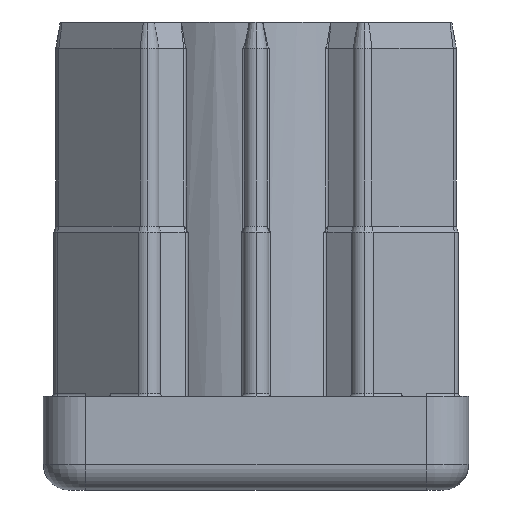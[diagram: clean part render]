
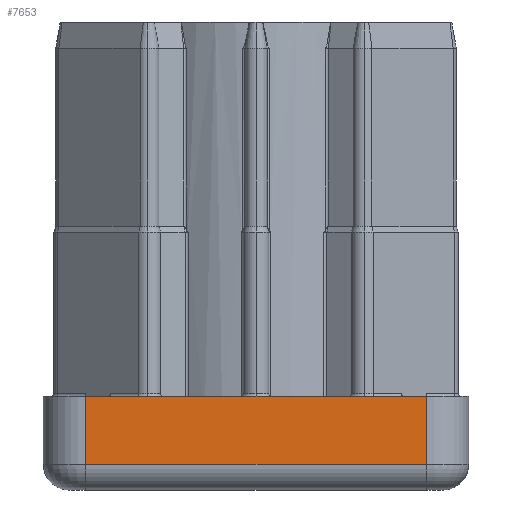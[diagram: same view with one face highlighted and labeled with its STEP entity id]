
A CAD part, left-side view. The second image highlights one B-rep face of the part: STEP entity #7653.
In plain terms, the highlighted planar face has unit normal (-1, 0, 0).
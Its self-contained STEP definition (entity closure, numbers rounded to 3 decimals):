
#835 = EDGE_CURVE ( 'NONE', #6967, #5403, #15170, .T. ) ;
#1946 = VERTEX_POINT ( 'NONE', #8467 ) ;
#2033 = VECTOR ( 'NONE', #2061, 1000. ) ;
#2050 = CARTESIAN_POINT ( 'NONE',  ( -25., -25., 11. ) ) ;
#2061 = DIRECTION ( 'NONE',  ( 0., 0., -1. ) ) ;
#2776 = FACE_OUTER_BOUND ( 'NONE', #7970, .T. ) ;
#2998 = CARTESIAN_POINT ( 'NONE',  ( -25., 20., 11. ) ) ;
#3348 = ORIENTED_EDGE ( 'NONE', *, *, #835, .F. ) ;
#4317 = EDGE_CURVE ( 'NONE', #1946, #7510, #8602, .T. ) ;
#4368 = EDGE_CURVE ( 'NONE', #6967, #1946, #11472, .T. ) ;
#4381 = CARTESIAN_POINT ( 'NONE',  ( -25., -20., 11. ) ) ;
#5079 = PLANE ( 'NONE',  #5103 ) ;
#5103 = AXIS2_PLACEMENT_3D ( 'NONE', #8739, #7539, #6372 ) ;
#5330 = VECTOR ( 'NONE', #7527, 1000. ) ;
#5403 = VERTEX_POINT ( 'NONE', #10494 ) ;
#6372 = DIRECTION ( 'NONE',  ( 0., 0., -1. ) ) ;
#6967 = VERTEX_POINT ( 'NONE', #9571 ) ;
#7510 = VERTEX_POINT ( 'NONE', #8526 ) ;
#7527 = DIRECTION ( 'NONE',  ( 0., -1., 0. ) ) ;
#7539 = DIRECTION ( 'NONE',  ( 1., 0., 0. ) ) ;
#7653 = ADVANCED_FACE ( 'NONE', ( #2776 ), #5079, .F. ) ;
#7970 = EDGE_LOOP ( 'NONE', ( #10835, #11602, #8736, #3348 ) ) ;
#8014 = VECTOR ( 'NONE', #15314, 1000. ) ;
#8467 = CARTESIAN_POINT ( 'NONE',  ( -25., 20., 3. ) ) ;
#8526 = CARTESIAN_POINT ( 'NONE',  ( -25., -20., 3. ) ) ;
#8602 = LINE ( 'NONE', #12381, #5330 ) ;
#8736 = ORIENTED_EDGE ( 'NONE', *, *, #9814, .T. ) ;
#8739 = CARTESIAN_POINT ( 'NONE',  ( -25., -25., 11. ) ) ;
#9571 = CARTESIAN_POINT ( 'NONE',  ( -25., 20., 11. ) ) ;
#9814 = EDGE_CURVE ( 'NONE', #7510, #5403, #11279, .T. ) ;
#10494 = CARTESIAN_POINT ( 'NONE',  ( -25., -20., 11. ) ) ;
#10634 = DIRECTION ( 'NONE',  ( 0., -1., 0. ) ) ;
#10835 = ORIENTED_EDGE ( 'NONE', *, *, #4368, .T. ) ;
#11279 = LINE ( 'NONE', #4381, #8014 ) ;
#11472 = LINE ( 'NONE', #2998, #2033 ) ;
#11602 = ORIENTED_EDGE ( 'NONE', *, *, #4317, .T. ) ;
#11984 = VECTOR ( 'NONE', #10634, 1000. ) ;
#12381 = CARTESIAN_POINT ( 'NONE',  ( -25., -20., 3. ) ) ;
#15170 = LINE ( 'NONE', #2050, #11984 ) ;
#15314 = DIRECTION ( 'NONE',  ( 0., 0., 1. ) ) ;
